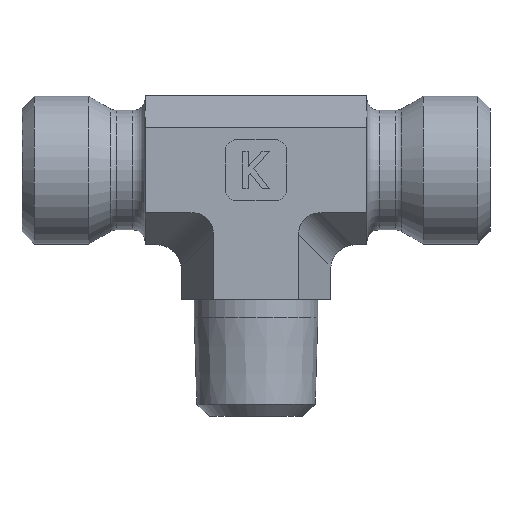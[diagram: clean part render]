
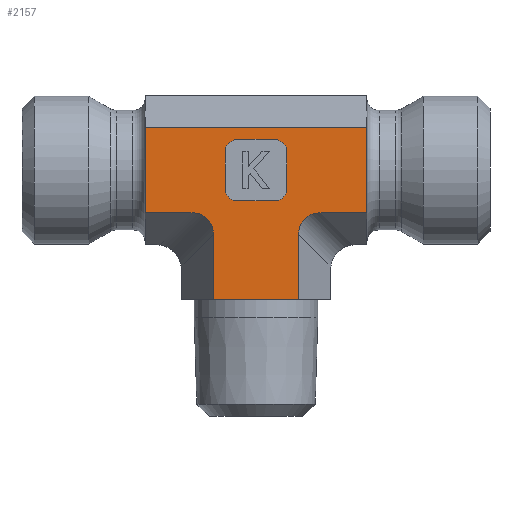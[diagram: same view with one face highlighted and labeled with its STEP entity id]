
A CAD part, left-side view. The second image highlights one B-rep face of the part: STEP entity #2157.
In plain terms, the highlighted planar face has unit normal (-1, 0, 0).
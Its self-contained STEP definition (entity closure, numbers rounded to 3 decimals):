
#192=CARTESIAN_POINT('',(-25.685,13.008,0.0));
#193=VERTEX_POINT('',#192);
#240=CARTESIAN_POINT('',(-25.685,6.08,0.0));
#241=VERTEX_POINT('',#240);
#248=CARTESIAN_POINT('',(-25.685,13.008,0.0));
#249=DIRECTION('',(0.0,-1.0,0.0));
#250=VECTOR('',#249,6.928);
#251=LINE('',#248,#250);
#252=EDGE_CURVE('',#193,#241,#251,.T.);
#519=CARTESIAN_POINT('',(-25.685,18.544,7.036));
#520=VERTEX_POINT('',#519);
#527=CARTESIAN_POINT('',(-25.685,18.544,13.964));
#528=VERTEX_POINT('',#527);
#529=CARTESIAN_POINT('',(-25.685,18.544,13.964));
#530=DIRECTION('',(0.0,0.0,-1.0));
#531=VECTOR('',#530,6.928);
#532=LINE('',#529,#531);
#533=EDGE_CURVE('',#528,#520,#532,.T.);
#689=CARTESIAN_POINT('',(-25.685,0.544,13.964));
#690=VERTEX_POINT('',#689);
#691=CARTESIAN_POINT('',(-25.685,18.544,13.964));
#692=DIRECTION('',(0.0,-1.0,0.0));
#693=VECTOR('',#692,18.);
#694=LINE('',#691,#693);
#695=EDGE_CURVE('',#528,#690,#694,.T.);
#940=CARTESIAN_POINT('',(-25.685,0.544,7.036));
#941=VERTEX_POINT('',#940);
#942=CARTESIAN_POINT('',(-25.685,0.544,7.036));
#943=DIRECTION('',(0.0,0.0,1.0));
#944=VECTOR('',#943,6.928);
#945=LINE('',#942,#944);
#946=EDGE_CURVE('',#941,#690,#945,.T.);
#1039=CARTESIAN_POINT('',(-25.685,4.348,7.036));
#1040=VERTEX_POINT('',#1039);
#1041=CARTESIAN_POINT('',(-25.685,4.348,7.036));
#1042=DIRECTION('',(0.0,-1.0,0.0));
#1043=VECTOR('',#1042,3.804);
#1044=LINE('',#1041,#1043);
#1045=EDGE_CURVE('',#1040,#941,#1044,.T.);
#1563=CARTESIAN_POINT('',(-25.685,13.008,5.304));
#1564=VERTEX_POINT('',#1563);
#1565=CARTESIAN_POINT('',(-25.685,14.74,7.036));
#1566=VERTEX_POINT('',#1565);
#1567=CARTESIAN_POINT('',(-25.685,15.317,4.726));
#1568=DIRECTION('',(-1.0,0.0,0.0));
#1569=DIRECTION('',(0.0,-0.707,0.707));
#1570=AXIS2_PLACEMENT_3D('',#1567,#1568,#1569);
#1571=ELLIPSE('',#1570,2.582,2.0);
#1572=EDGE_CURVE('',#1564,#1566,#1571,.T.);
#1634=CARTESIAN_POINT('',(-25.685,14.74,7.036));
#1635=DIRECTION('',(0.0,1.0,0.0));
#1636=VECTOR('',#1635,3.804);
#1637=LINE('',#1634,#1636);
#1638=EDGE_CURVE('',#1566,#520,#1637,.T.);
#1659=CARTESIAN_POINT('',(-25.685,8.044,8.));
#1660=VERTEX_POINT('',#1659);
#1667=CARTESIAN_POINT('',(-25.685,7.044,9.));
#1668=VERTEX_POINT('',#1667);
#1669=CARTESIAN_POINT('',(-25.685,8.044,9.));
#1670=DIRECTION('',(-1.0,0.0,0.0));
#1671=DIRECTION('',(0.0,-0.707,-0.707));
#1672=AXIS2_PLACEMENT_3D('',#1669,#1670,#1671);
#1673=CIRCLE('',#1672,1.0);
#1674=EDGE_CURVE('',#1660,#1668,#1673,.T.);
#1699=CARTESIAN_POINT('',(-25.685,11.044,8.));
#1700=VERTEX_POINT('',#1699);
#1707=CARTESIAN_POINT('',(-25.685,8.044,8.));
#1708=DIRECTION('',(0.0,1.0,0.0));
#1709=VECTOR('',#1708,3.0);
#1710=LINE('',#1707,#1709);
#1711=EDGE_CURVE('',#1660,#1700,#1710,.T.);
#1730=CARTESIAN_POINT('',(-25.685,12.044,9.));
#1731=VERTEX_POINT('',#1730);
#1738=CARTESIAN_POINT('',(-25.685,11.044,9.));
#1739=DIRECTION('',(-1.0,0.0,0.0));
#1740=DIRECTION('',(0.0,0.707,-0.707));
#1741=AXIS2_PLACEMENT_3D('',#1738,#1739,#1740);
#1742=CIRCLE('',#1741,1.0);
#1743=EDGE_CURVE('',#1731,#1700,#1742,.T.);
#1763=CARTESIAN_POINT('',(-25.685,12.044,12.));
#1764=VERTEX_POINT('',#1763);
#1771=CARTESIAN_POINT('',(-25.685,12.044,9.));
#1772=DIRECTION('',(0.0,0.0,1.0));
#1773=VECTOR('',#1772,3.0);
#1774=LINE('',#1771,#1773);
#1775=EDGE_CURVE('',#1731,#1764,#1774,.T.);
#1794=CARTESIAN_POINT('',(-25.685,11.044,13.));
#1795=VERTEX_POINT('',#1794);
#1802=CARTESIAN_POINT('',(-25.685,11.044,12.));
#1803=DIRECTION('',(-1.0,0.0,0.0));
#1804=DIRECTION('',(0.0,0.707,0.707));
#1805=AXIS2_PLACEMENT_3D('',#1802,#1803,#1804);
#1806=CIRCLE('',#1805,1.0);
#1807=EDGE_CURVE('',#1795,#1764,#1806,.T.);
#1827=CARTESIAN_POINT('',(-25.685,8.044,13.));
#1828=VERTEX_POINT('',#1827);
#1835=CARTESIAN_POINT('',(-25.685,11.044,13.));
#1836=DIRECTION('',(0.0,-1.0,0.0));
#1837=VECTOR('',#1836,3.0);
#1838=LINE('',#1835,#1837);
#1839=EDGE_CURVE('',#1795,#1828,#1838,.T.);
#1858=CARTESIAN_POINT('',(-25.685,7.044,12.));
#1859=VERTEX_POINT('',#1858);
#1866=CARTESIAN_POINT('',(-25.685,8.044,12.));
#1867=DIRECTION('',(-1.0,0.0,0.0));
#1868=DIRECTION('',(0.0,-0.707,0.707));
#1869=AXIS2_PLACEMENT_3D('',#1866,#1867,#1868);
#1870=CIRCLE('',#1869,1.0);
#1871=EDGE_CURVE('',#1859,#1828,#1870,.T.);
#1918=CARTESIAN_POINT('',(-25.685,7.044,12.));
#1919=DIRECTION('',(0.0,0.0,-1.0));
#1920=VECTOR('',#1919,3.0);
#1921=LINE('',#1918,#1920);
#1922=EDGE_CURVE('',#1859,#1668,#1921,.T.);
#1943=CARTESIAN_POINT('',(-25.685,13.008,0.0));
#1944=DIRECTION('',(0.0,0.0,1.0));
#1945=VECTOR('',#1944,5.304);
#1946=LINE('',#1943,#1945);
#1947=EDGE_CURVE('',#193,#1564,#1946,.T.);
#2058=CARTESIAN_POINT('',(-25.685,6.08,5.304));
#2059=VERTEX_POINT('',#2058);
#2060=CARTESIAN_POINT('',(-25.685,3.77,4.726));
#2061=DIRECTION('',(-1.0,0.0,0.0));
#2062=DIRECTION('',(0.0,0.707,0.707));
#2063=AXIS2_PLACEMENT_3D('',#2060,#2061,#2062);
#2064=ELLIPSE('',#2063,2.582,2.0);
#2065=EDGE_CURVE('',#1040,#2059,#2064,.T.);
#2118=CARTESIAN_POINT('',(-25.685,6.08,0.0));
#2119=DIRECTION('',(0.0,0.0,1.0));
#2120=VECTOR('',#2119,5.304);
#2121=LINE('',#2118,#2120);
#2122=EDGE_CURVE('',#241,#2059,#2121,.T.);
#2130=CARTESIAN_POINT('',(-25.685,6.08,0.0));
#2131=DIRECTION('',(-1.0,0.0,0.0));
#2132=DIRECTION('',(0.0,0.0,1.0));
#2133=AXIS2_PLACEMENT_3D('',#2130,#2131,#2132);
#2134=PLANE('',#2133);
#2135=ORIENTED_EDGE('',*,*,#533,.T.);
#2136=ORIENTED_EDGE('',*,*,#1638,.F.);
#2137=ORIENTED_EDGE('',*,*,#1572,.F.);
#2138=ORIENTED_EDGE('',*,*,#1947,.F.);
#2139=ORIENTED_EDGE('',*,*,#252,.T.);
#2140=ORIENTED_EDGE('',*,*,#2122,.T.);
#2141=ORIENTED_EDGE('',*,*,#2065,.F.);
#2142=ORIENTED_EDGE('',*,*,#1045,.T.);
#2143=ORIENTED_EDGE('',*,*,#946,.T.);
#2144=ORIENTED_EDGE('',*,*,#695,.F.);
#2145=EDGE_LOOP('',(#2135,#2136,#2137,#2138,#2139,#2140,#2141,#2142,#2143,#2144));
#2146=FACE_OUTER_BOUND('',#2145,.T.);
#2147=ORIENTED_EDGE('',*,*,#1839,.T.);
#2148=ORIENTED_EDGE('',*,*,#1871,.F.);
#2149=ORIENTED_EDGE('',*,*,#1922,.T.);
#2150=ORIENTED_EDGE('',*,*,#1674,.F.);
#2151=ORIENTED_EDGE('',*,*,#1711,.T.);
#2152=ORIENTED_EDGE('',*,*,#1743,.F.);
#2153=ORIENTED_EDGE('',*,*,#1775,.T.);
#2154=ORIENTED_EDGE('',*,*,#1807,.F.);
#2155=EDGE_LOOP('',(#2147,#2148,#2149,#2150,#2151,#2152,#2153,#2154));
#2156=FACE_BOUND('',#2155,.T.);
#2157=ADVANCED_FACE('',(#2146,#2156),#2134,.T.);
